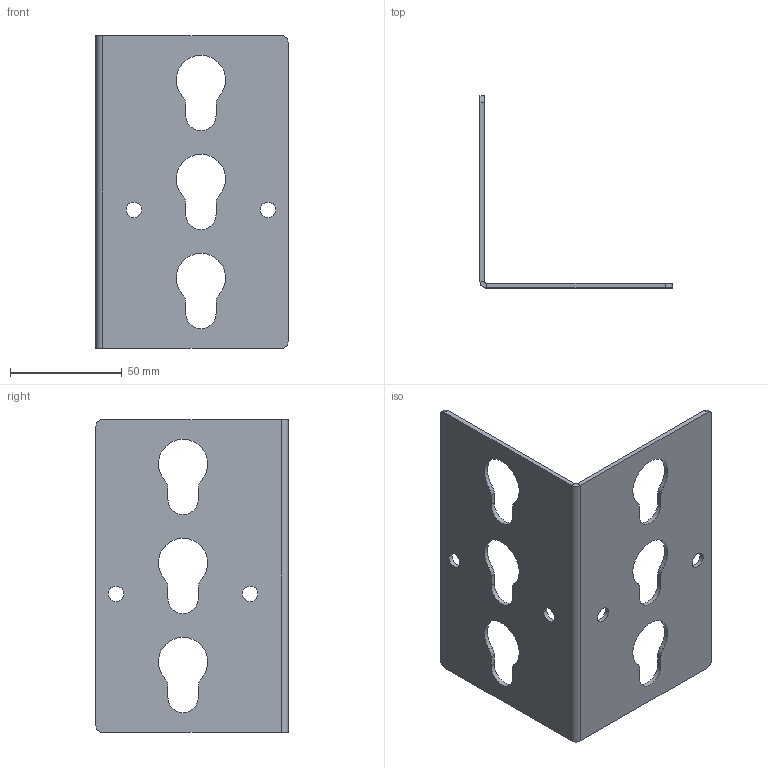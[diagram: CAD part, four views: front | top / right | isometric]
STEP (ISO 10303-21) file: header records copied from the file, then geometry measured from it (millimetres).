
FILE_DESCRIPTION((''),'2;1');
FILE_NAME('SWBRACKET','2021-07-24T',('Administrator'),(''),'PRO/ENGINEER BY PARAMETRIC TECHNOLOGY CORPORATION, 2010100','PRO/ENGINEER BY PARAMETRIC TECHNOLOGY CORPORATION, 2010100','');
FILE_SCHEMA(('CONFIG_CONTROL_DESIGN'));
Length unit declared in the file: millimetre
Products named in the file (1): SWBRACKET
Bounding box: 86 x 86 x 140 mm (x, y, z)
Volume: 40660.5 mm3; surface area: 43142.6 mm2
Topology: 1 solids, 1 shells, 62 faces, 172 edges, 112 vertices
Faces by surface type: cylinder 38, plane 24
Entity records: 2086 total; most frequent: DIRECTION 372, CARTESIAN_POINT 346, ORIENTED_EDGE 344, EDGE_CURVE 172, AXIS2_PLACEMENT_3D 138, VERTEX_POINT 112, VECTOR 96, LINE 96
